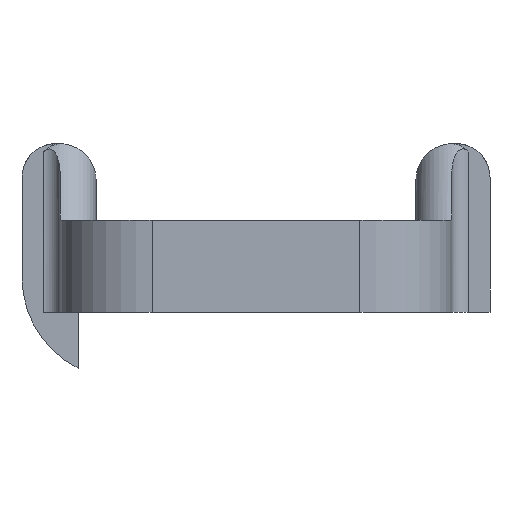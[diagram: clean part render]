
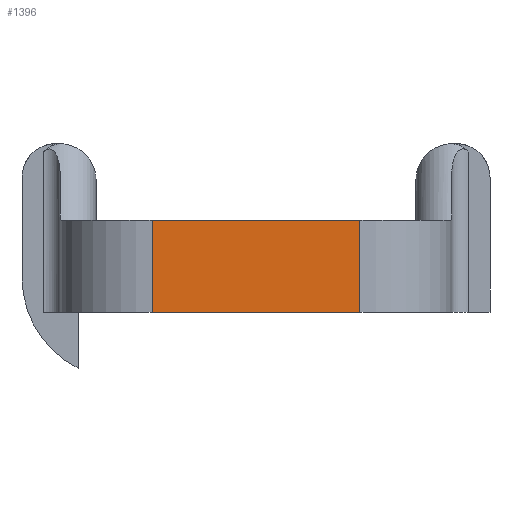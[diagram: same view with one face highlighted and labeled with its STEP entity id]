
A CAD part, front view. The second image highlights one B-rep face of the part: STEP entity #1396.
In plain terms, the highlighted planar face has unit normal (0, -1, 0).
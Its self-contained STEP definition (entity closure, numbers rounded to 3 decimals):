
#112=PLANE('',#1556);
#188=FACE_OUTER_BOUND('',#265,.T.);
#265=EDGE_LOOP('',(#1276,#1277,#1278,#1279));
#308=LINE('',#2120,#431);
#380=LINE('',#2474,#503);
#402=LINE('',#2540,#525);
#403=LINE('',#2542,#526);
#431=VECTOR('',#1626,10.);
#503=VECTOR('',#1874,10.);
#525=VECTOR('',#1970,10.);
#526=VECTOR('',#1973,10.);
#580=VERTEX_POINT('',#2117);
#581=VERTEX_POINT('',#2119);
#659=VERTEX_POINT('',#2466);
#661=VERTEX_POINT('',#2472);
#713=EDGE_CURVE('',#581,#580,#308,.F.);
#843=EDGE_CURVE('',#661,#659,#380,.F.);
#872=EDGE_CURVE('',#580,#659,#402,.T.);
#873=EDGE_CURVE('',#581,#661,#403,.T.);
#1276=ORIENTED_EDGE('',*,*,#713,.T.);
#1277=ORIENTED_EDGE('',*,*,#872,.T.);
#1278=ORIENTED_EDGE('',*,*,#843,.F.);
#1279=ORIENTED_EDGE('',*,*,#873,.F.);
#1396=ADVANCED_FACE('',(#188),#112,.T.);
#1556=AXIS2_PLACEMENT_3D('',#2541,#1971,#1972);
#1626=DIRECTION('',(-1.,0.,0.));
#1874=DIRECTION('',(-1.,0.,0.));
#1970=DIRECTION('',(0.,0.,1.));
#1971=DIRECTION('center_axis',(0.,-1.,0.));
#1972=DIRECTION('ref_axis',(1.,0.,0.));
#1973=DIRECTION('',(0.,0.,1.));
#2117=CARTESIAN_POINT('',(9.25,-18.95,-3.2));
#2119=CARTESIAN_POINT('',(-9.25,-18.95,-3.2));
#2120=CARTESIAN_POINT('',(-4.625,-18.95,-3.2));
#2466=CARTESIAN_POINT('',(9.25,-18.95,5.));
#2472=CARTESIAN_POINT('',(-9.25,-18.95,5.));
#2474=CARTESIAN_POINT('',(-4.625,-18.95,5.));
#2540=CARTESIAN_POINT('',(9.25,-18.95,0.));
#2541=CARTESIAN_POINT('Origin',(-9.25,-18.95,0.));
#2542=CARTESIAN_POINT('',(-9.25,-18.95,0.));
